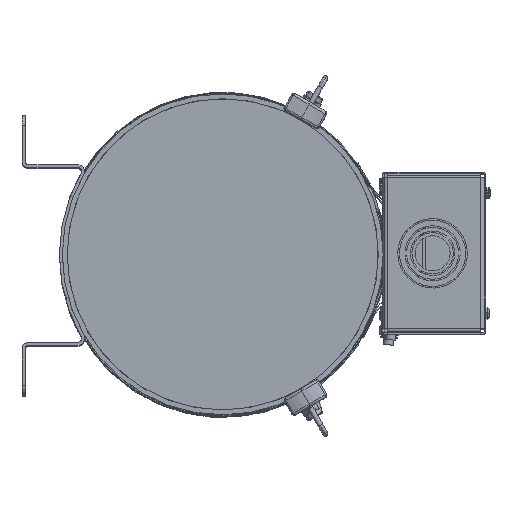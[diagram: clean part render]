
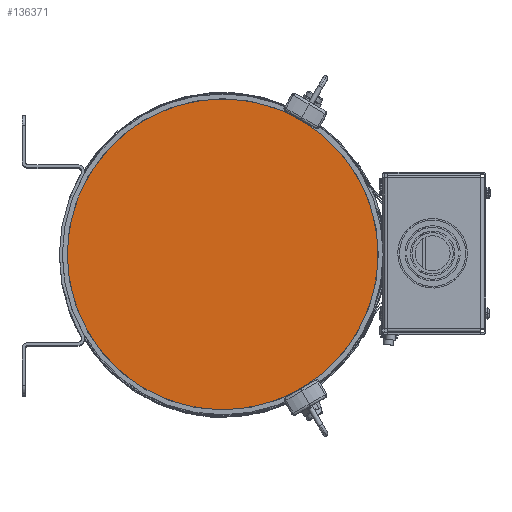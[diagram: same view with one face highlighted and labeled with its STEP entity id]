
A CAD part, top view. The second image highlights one B-rep face of the part: STEP entity #136371.
In plain terms, the highlighted planar face has unit normal (0, 0, 1).
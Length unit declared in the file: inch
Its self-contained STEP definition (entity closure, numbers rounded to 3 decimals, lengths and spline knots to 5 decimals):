
#4296 = VERTEX_POINT ( 'NONE', #100282 ) ;
#13746 = CIRCLE ( 'NONE', #130408, 3.88 ) ;
#20215 = FACE_OUTER_BOUND ( 'NONE', #131527, .T. ) ;
#22009 = EDGE_CURVE ( 'NONE', #121550, #4296, #13746, .T. ) ;
#32916 = ORIENTED_EDGE ( 'NONE', *, *, #22009, .T. ) ;
#59898 = DIRECTION ( 'NONE',  ( 0., 0., 1. ) ) ;
#63877 = CARTESIAN_POINT ( 'NONE',  ( 0., 0., 23.73976 ) ) ;
#72817 = CARTESIAN_POINT ( 'NONE',  ( 0., 0., 23.73976 ) ) ;
#77262 = DIRECTION ( 'NONE',  ( 0.102, -0.995, 0. ) ) ;
#86091 = DIRECTION ( 'NONE',  ( 0.102, -0.995, 0. ) ) ;
#98331 = ORIENTED_EDGE ( 'NONE', *, *, #122662, .T. ) ;
#100282 = CARTESIAN_POINT ( 'NONE',  ( 0.39656, -3.85968, 23.73976 ) ) ;
#112973 = CARTESIAN_POINT ( 'NONE',  ( -0.39656, 3.85968, 23.73976 ) ) ;
#121550 = VERTEX_POINT ( 'NONE', #112973 ) ;
#122662 = EDGE_CURVE ( 'NONE', #4296, #121550, #152242, .T. ) ;
#125946 = AXIS2_PLACEMENT_3D ( 'NONE', #72817, #165463, #86091 ) ;
#130408 = AXIS2_PLACEMENT_3D ( 'NONE', #139166, #59898, #152551 ) ;
#131527 = EDGE_LOOP ( 'NONE', ( #98331, #32916 ) ) ;
#136371 = ADVANCED_FACE ( 'NONE', ( #20215 ), #152165, .T. ) ;
#139166 = CARTESIAN_POINT ( 'NONE',  ( 0., 0., 23.73976 ) ) ;
#142774 = AXIS2_PLACEMENT_3D ( 'NONE', #63877, #156602, #77262 ) ;
#152165 = PLANE ( 'NONE',  #125946 ) ;
#152242 = CIRCLE ( 'NONE', #142774, 3.88 ) ;
#152551 = DIRECTION ( 'NONE',  ( 0.102, -0.995, 0. ) ) ;
#156602 = DIRECTION ( 'NONE',  ( 0., 0., 1. ) ) ;
#165463 = DIRECTION ( 'NONE',  ( 0., 0., 1. ) ) ;
